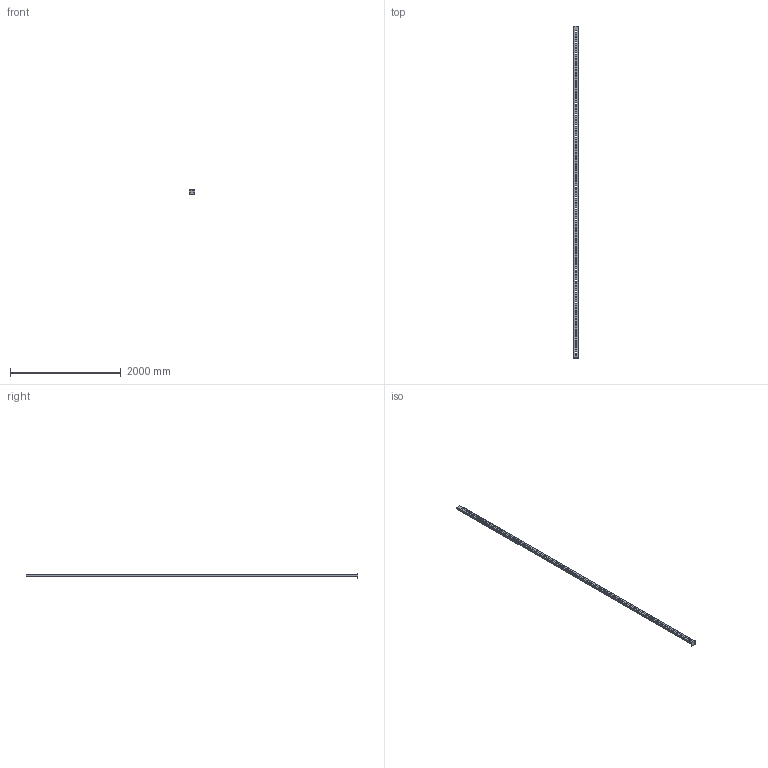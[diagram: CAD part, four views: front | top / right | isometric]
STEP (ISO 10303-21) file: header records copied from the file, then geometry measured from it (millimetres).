
FILE_DESCRIPTION( ( '' ), ' ' );
FILE_NAME( '5cbbabcbb45d2015bd0fe03b.step', '2019-04-20T23:31:23', ( '' ), ( '' ), ' ', ' ', ' ' );
FILE_SCHEMA( ( 'AUTOMOTIVE_DESIGN { 1 0 10303 214 1 1 1 1 }' ) );
Length unit declared in the file: metre
Products named in the file (1): Rack_Leg
Bounding box: 100 x 6000 x 90 mm (x, y, z)
Volume: 1916678.2 mm3; surface area: 1933706.2 mm2
Topology: 1 solids, 1 shells, 582 faces, 1713 edges, 1130 vertices
Faces by surface type: cylinder 319, plane 255, bspline 4, torus 4
Full cylindrical faces by diameter (mm): 7 x59
Entity records: 24750 total; most frequent: CARTESIAN_POINT 3545, DIRECTION 3426, ORIENTED_EDGE 3300, EDGE_CURVE 1650, AXIS2_PLACEMENT_3D 1205, VERTEX_POINT 1130, LINE 1016, VECTOR 1016
